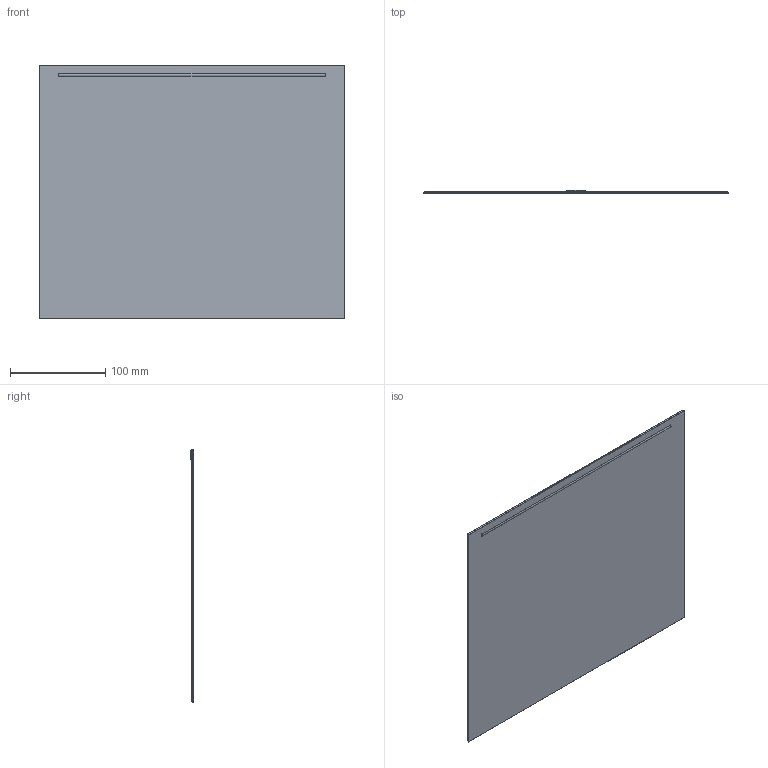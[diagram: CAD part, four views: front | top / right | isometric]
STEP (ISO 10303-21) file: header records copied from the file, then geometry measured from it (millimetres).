
FILE_DESCRIPTION(/* description */ (''),/* implementation_level */ '2;1');
FILE_NAME(/* name */ '03.MP.JW.02.stp',/* time_stamp */ '2023-08-30T17:54:49+02:00',/* author */ ('pszcz'),/* organization */ (''),/* preprocessor_version */ 'ST-DEVELOPER v19.2',/* originating_system */ 'Autodesk Inventor 2024',/* authorisation */ '');
FILE_SCHEMA (('AUTOMOTIVE_DESIGN { 1 0 10303 214 3 1 1 }'));
Length unit declared in the file: millimetre
Products named in the file (1): 03.MP.JW.02
Bounding box: 320.7 x 3.49 x 265.85 mm (x, y, z)
Volume: 170112 mm3; surface area: 172201.4 mm2
Topology: 1 solids, 1 shells, 79 faces, 170 edges, 94 vertices
Faces by surface type: cylinder 37, plane 16, sphere 14, torus 8, bspline 4
Entity records: 2274 total; most frequent: CARTESIAN_POINT 523, DIRECTION 385, ORIENTED_EDGE 338, EDGE_CURVE 169, AXIS2_PLACEMENT_3D 156, VERTEX_POINT 94, EDGE_LOOP 81, FACE_OUTER_BOUND 79
